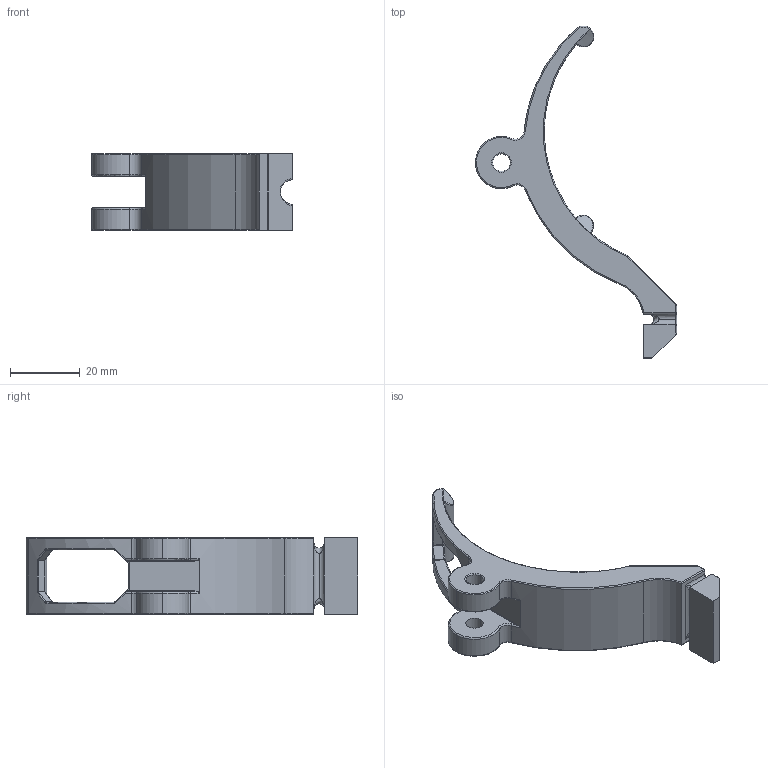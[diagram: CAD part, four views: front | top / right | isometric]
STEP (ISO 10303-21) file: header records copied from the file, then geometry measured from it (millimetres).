
FILE_DESCRIPTION (( 'STEP AP203' ), '1' );
FILE_NAME ('W0003510-004-L middle intake 72.STEP', '2024-05-27T12:23:17', ( '' ), ( '' ), 'SwSTEP 2.0', 'SolidWorks 2024', '' );
FILE_SCHEMA (( 'CONFIG_CONTROL_DESIGN' ));
Length unit declared in the file: millimetre
Products named in the file (1): W0003510-004-L middle intake 72
Bounding box: 57.73 x 95.22 x 22 mm (x, y, z)
Volume: 17143.7 mm3; surface area: 7723.5 mm2
Topology: 1 solids, 1 shells, 195 faces, 470 edges, 264 vertices
Faces by surface type: cylinder 65, torus 47, bspline 47, plane 23, sphere 11, cone 2
Entity records: 6700 total; most frequent: CARTESIAN_POINT 2514, ORIENTED_EDGE 916, DIRECTION 843, EDGE_CURVE 458, AXIS2_PLACEMENT_3D 363, VERTEX_POINT 264, CIRCLE 214, EDGE_LOOP 200
